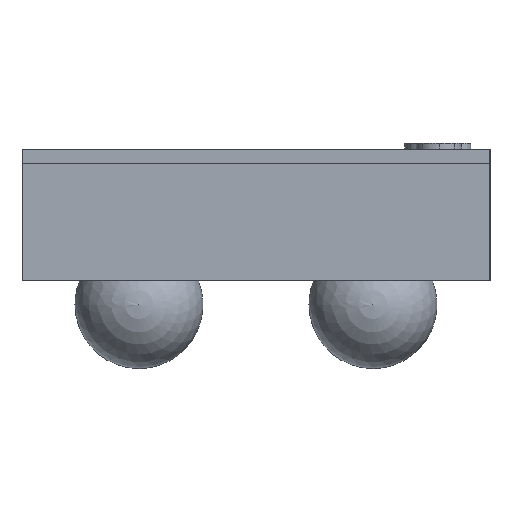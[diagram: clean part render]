
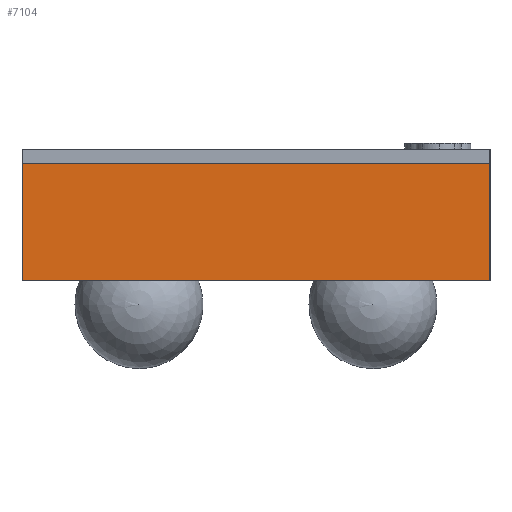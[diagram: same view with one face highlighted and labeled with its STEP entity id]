
A CAD part, left-side view. The second image highlights one B-rep face of the part: STEP entity #7104.
In plain terms, the highlighted planar face has unit normal (-1, 0, 0).
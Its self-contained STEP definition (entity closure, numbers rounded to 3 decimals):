
#398 = ORIENTED_EDGE ( 'NONE', *, *, #5989, .T. ) ;
#447 = DIRECTION ( 'NONE',  ( 1., 0., 0. ) ) ;
#577 = CARTESIAN_POINT ( 'NONE',  ( -0.4, 0.4, -0.2 ) ) ;
#750 = CARTESIAN_POINT ( 'NONE',  ( -0.4, -0.4, -0.2 ) ) ;
#1444 = DIRECTION ( 'NONE',  ( 0., 1., 0. ) ) ;
#1546 = EDGE_LOOP ( 'NONE', ( #7814, #398, #3821, #7564 ) ) ;
#1654 = VERTEX_POINT ( 'NONE', #577 ) ;
#2419 = CARTESIAN_POINT ( 'NONE',  ( -0.4, 0.4, -1.556 ) ) ;
#2867 = LINE ( 'NONE', #9228, #9002 ) ;
#3677 = VERTEX_POINT ( 'NONE', #10581 ) ;
#3722 = VERTEX_POINT ( 'NONE', #750 ) ;
#3821 = ORIENTED_EDGE ( 'NONE', *, *, #3956, .T. ) ;
#3956 = EDGE_CURVE ( 'NONE', #3722, #3677, #2867, .T. ) ;
#4464 = DIRECTION ( 'NONE',  ( 0., 0., 1. ) ) ;
#4762 = EDGE_CURVE ( 'NONE', #1654, #5180, #10896, .T. ) ;
#5180 = VERTEX_POINT ( 'NONE', #11178 ) ;
#5989 = EDGE_CURVE ( 'NONE', #1654, #3722, #9696, .T. ) ;
#6704 = VECTOR ( 'NONE', #4464, 1000. ) ;
#6966 = LINE ( 'NONE', #10613, #10854 ) ;
#7104 = ADVANCED_FACE ( 'NONE', ( #9678 ), #10522, .F. ) ;
#7564 = ORIENTED_EDGE ( 'NONE', *, *, #10110, .T. ) ;
#7637 = AXIS2_PLACEMENT_3D ( 'NONE', #8731, #447, #1444 ) ;
#7814 = ORIENTED_EDGE ( 'NONE', *, *, #4762, .F. ) ;
#8031 = DIRECTION ( 'NONE',  ( 0., -1., 0. ) ) ;
#8336 = DIRECTION ( 'NONE',  ( 0., 0., 1. ) ) ;
#8731 = CARTESIAN_POINT ( 'NONE',  ( -0.4, -0.4, -1.556 ) ) ;
#8917 = CARTESIAN_POINT ( 'NONE',  ( -0.4, -0.4, -0.2 ) ) ;
#9002 = VECTOR ( 'NONE', #8336, 1000. ) ;
#9228 = CARTESIAN_POINT ( 'NONE',  ( -0.4, -0.4, -1.556 ) ) ;
#9678 = FACE_OUTER_BOUND ( 'NONE', #1546, .T. ) ;
#9696 = LINE ( 'NONE', #8917, #11522 ) ;
#10110 = EDGE_CURVE ( 'NONE', #3677, #5180, #6966, .T. ) ;
#10522 = PLANE ( 'NONE',  #7637 ) ;
#10553 = DIRECTION ( 'NONE',  ( 0., 1., 0. ) ) ;
#10581 = CARTESIAN_POINT ( 'NONE',  ( -0.4, -0.4, 0. ) ) ;
#10613 = CARTESIAN_POINT ( 'NONE',  ( -0.4, -0.4, 0. ) ) ;
#10854 = VECTOR ( 'NONE', #10553, 1000. ) ;
#10896 = LINE ( 'NONE', #2419, #6704 ) ;
#11178 = CARTESIAN_POINT ( 'NONE',  ( -0.4, 0.4, 0. ) ) ;
#11522 = VECTOR ( 'NONE', #8031, 1000. ) ;
